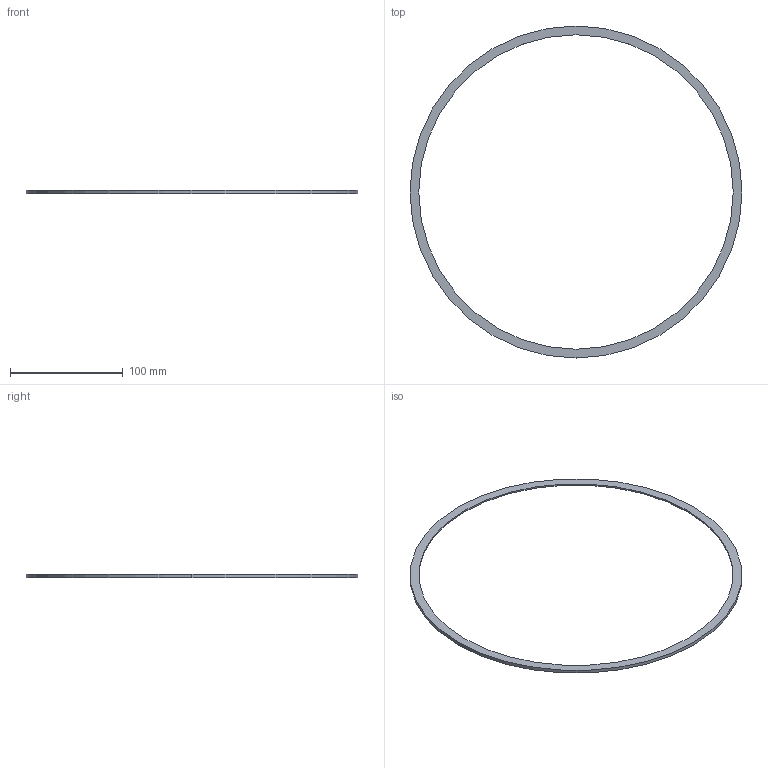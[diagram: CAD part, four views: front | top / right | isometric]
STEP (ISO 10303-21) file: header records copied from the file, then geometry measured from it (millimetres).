
FILE_DESCRIPTION((''),'2;1');
FILE_NAME('T-00700','2022-10-11T06:43:14',('letterg'),(''),'CREO PARAMETRIC BY PTC INC, 2022024','CREO PARAMETRIC BY PTC INC, 2022024','');
FILE_SCHEMA(('AUTOMOTIVE_DESIGN { 1 0 10303 214 1 1 1 1 }'));
Length unit declared in the file: millimetre
Products named in the file (1): T-00700
Bounding box: 294.6 x 294.6 x 3 mm (x, y, z)
Volume: 15497.3 mm3; surface area: 19501.3 mm2
Topology: 1 solids, 1 shells, 9 faces, 18 edges, 12 vertices
Faces by surface type: cylinder 6, plane 3
Entity records: 1455 total; most frequent: COLOUR_RGB 208, DIRECTION 182, CARTESIAN_POINT 132, PROPERTY_DEFINITION 74, AXIS2_PLACEMENT_3D 73, REPRESENTATION 73, PROPERTY_DEFINITION_REPRESENTATION 73, GENERAL_PROPERTY 62
